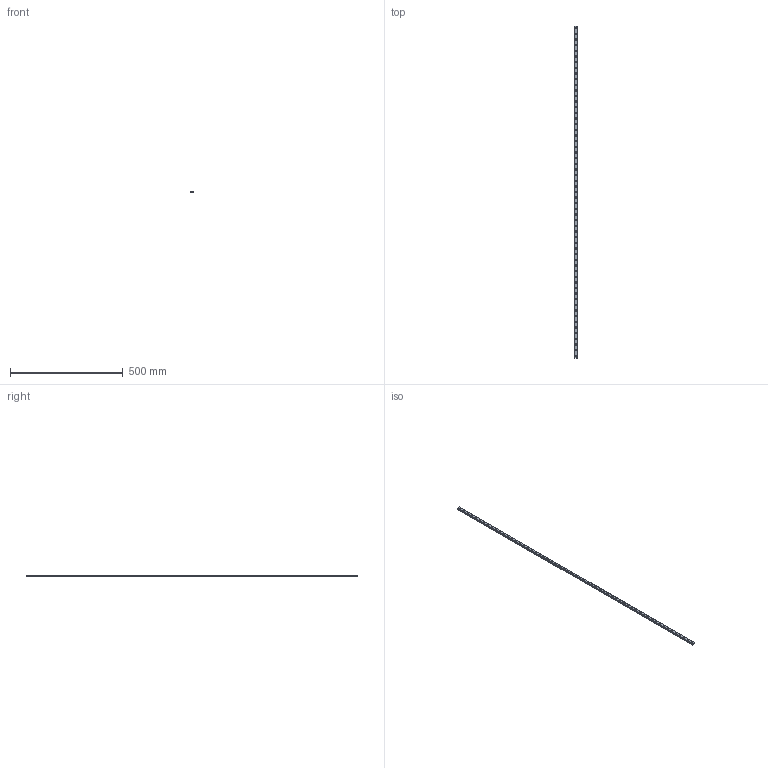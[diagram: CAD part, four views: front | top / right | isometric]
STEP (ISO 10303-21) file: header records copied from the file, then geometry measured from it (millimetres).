
FILE_DESCRIPTION(('STEP AP214'),'1');
FILE_NAME('cctmp_CA885981-E636-4AD5-8370-0CD7B7B5E1D0_2021_02_19_10_08_19_0849..stp','2021-02-19T09:08:20',('HIWIN GmbH'),('CADClick - www.CADClick.com'),'Spatial InterOp 3D',' ','unknown authorization');
FILE_SCHEMA(('AUTOMOTIVE_DESIGN'));
Length unit declared in the file: millimetre
Products named in the file (1): MGNR12R1470CM_FILE
Bounding box: 12 x 1470 x 8 mm (x, y, z)
Volume: 125871.3 mm3; surface area: 73148 mm2
Topology: 1 solids, 1 shells, 626 faces, 1329 edges, 886 vertices
Faces by surface type: cylinder 370, plane 256
Entity records: 22225 total; most frequent: DIRECTION 3323, CARTESIAN_POINT 2842, ORIENTED_EDGE 2658, AXIS2_PLACEMENT_3D 1367, EDGE_CURVE 1329, VERTEX_POINT 886, EDGE_LOOP 807, CIRCLE 740
